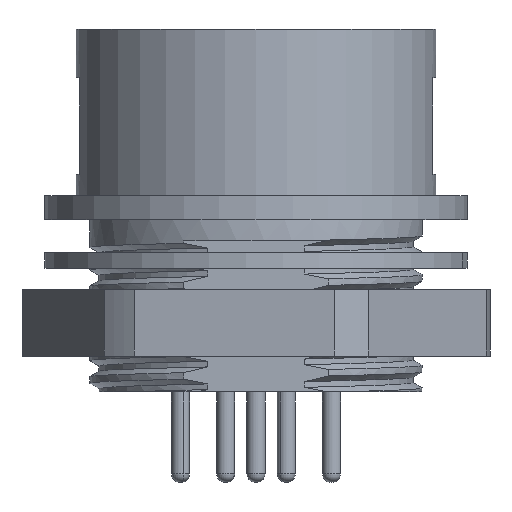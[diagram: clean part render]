
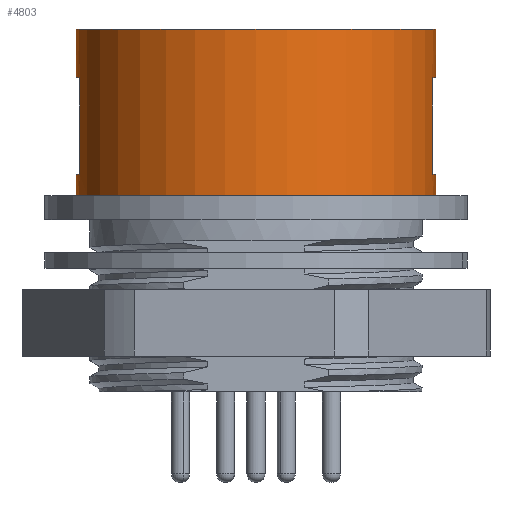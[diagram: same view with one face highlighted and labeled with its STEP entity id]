
A CAD part, left-side view. The second image highlights one B-rep face of the part: STEP entity #4803.
In plain terms, the highlighted cylindrical face has radius 5.95 mm (diameter 11.9 mm), a partial arc.
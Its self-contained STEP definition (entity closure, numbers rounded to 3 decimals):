
#173 = CARTESIAN_POINT ( 'NONE',  ( -1.15, 5.838, -5.8 ) ) ;
#231 = CARTESIAN_POINT ( 'NONE',  ( 0., 0., -1.6 ) ) ;
#298 = AXIS2_PLACEMENT_3D ( 'NONE', #3381, #8558, #13707 ) ;
#357 = CARTESIAN_POINT ( 'NONE',  ( 0., 5.95, -5.8 ) ) ;
#452 = AXIS2_PLACEMENT_3D ( 'NONE', #4924, #10100, #8504 ) ;
#485 = CARTESIAN_POINT ( 'NONE',  ( 0., 5.95, -5.8 ) ) ;
#661 = AXIS2_PLACEMENT_3D ( 'NONE', #15441, #11390, #13941 ) ;
#813 = CARTESIAN_POINT ( 'NONE',  ( 0., 0., 0. ) ) ;
#899 = CARTESIAN_POINT ( 'NONE',  ( -1.15, 5.838, -1.6 ) ) ;
#1270 = LINE ( 'NONE', #3958, #4622 ) ;
#1416 = EDGE_CURVE ( 'NONE', #1528, #6710, #9158, .T. ) ;
#1527 = VERTEX_POINT ( 'NONE', #2075 ) ;
#1528 = VERTEX_POINT ( 'NONE', #899 ) ;
#1712 = LINE ( 'NONE', #357, #15356 ) ;
#2075 = CARTESIAN_POINT ( 'NONE',  ( 0., 5.95, -5.5 ) ) ;
#2116 = EDGE_LOOP ( 'NONE', ( #11227, #15278, #8545, #15068, #3087, #11364, #4914, #7037, #2475, #4133, #3900, #12191 ) ) ;
#2194 = CIRCLE ( 'NONE', #298, 5.95 ) ;
#2475 = ORIENTED_EDGE ( 'NONE', *, *, #15260, .F. ) ;
#2930 = EDGE_CURVE ( 'NONE', #16430, #7954, #1270, .T. ) ;
#3050 = CARTESIAN_POINT ( 'NONE',  ( 0., 5.95, -1.6 ) ) ;
#3087 = ORIENTED_EDGE ( 'NONE', *, *, #3524, .T. ) ;
#3201 = CIRCLE ( 'NONE', #8896, 5.95 ) ;
#3360 = EDGE_CURVE ( 'NONE', #6710, #12376, #2194, .T. ) ;
#3381 = CARTESIAN_POINT ( 'NONE',  ( 0., 0., -4.8 ) ) ;
#3524 = EDGE_CURVE ( 'NONE', #9039, #16134, #5053, .T. ) ;
#3900 = ORIENTED_EDGE ( 'NONE', *, *, #1416, .T. ) ;
#3958 = CARTESIAN_POINT ( 'NONE',  ( 0., -5.95, -5.8 ) ) ;
#4117 = DIRECTION ( 'NONE',  ( 0., 0., 1. ) ) ;
#4133 = ORIENTED_EDGE ( 'NONE', *, *, #14626, .T. ) ;
#4622 = VECTOR ( 'NONE', #7861, 1000. ) ;
#4733 = CARTESIAN_POINT ( 'NONE',  ( 0., 0., -5.8 ) ) ;
#4803 = ADVANCED_FACE ( 'NONE', ( #8476 ), #12349, .T. ) ;
#4889 = DIRECTION ( 'NONE',  ( 0., -1., 0. ) ) ;
#4914 = ORIENTED_EDGE ( 'NONE', *, *, #2930, .T. ) ;
#4924 = CARTESIAN_POINT ( 'NONE',  ( 0., 0., -1.6 ) ) ;
#5053 = LINE ( 'NONE', #7764, #8432 ) ;
#6000 = CARTESIAN_POINT ( 'NONE',  ( -1.15, 5.838, -4.8 ) ) ;
#6034 = CARTESIAN_POINT ( 'NONE',  ( 0., 5.95, -4.8 ) ) ;
#6113 = CARTESIAN_POINT ( 'NONE',  ( 0., 0., -5.5 ) ) ;
#6436 = VECTOR ( 'NONE', #9964, 1000. ) ;
#6710 = VERTEX_POINT ( 'NONE', #6000 ) ;
#7037 = ORIENTED_EDGE ( 'NONE', *, *, #15975, .T. ) ;
#7220 = CARTESIAN_POINT ( 'NONE',  ( 0., -5.95, -1.6 ) ) ;
#7236 = CIRCLE ( 'NONE', #15626, 5.95 ) ;
#7467 = CARTESIAN_POINT ( 'NONE',  ( 0., -5.95, -5.5 ) ) ;
#7764 = CARTESIAN_POINT ( 'NONE',  ( -1.15, -5.838, -5.8 ) ) ;
#7861 = DIRECTION ( 'NONE',  ( 0., 0., 1. ) ) ;
#7935 = VECTOR ( 'NONE', #7961, 1000. ) ;
#7946 = DIRECTION ( 'NONE',  ( 0., 0., 1. ) ) ;
#7954 = VERTEX_POINT ( 'NONE', #15855 ) ;
#7961 = DIRECTION ( 'NONE',  ( 0., 0., -1. ) ) ;
#8032 = DIRECTION ( 'NONE',  ( 0., 0., -1. ) ) ;
#8430 = EDGE_CURVE ( 'NONE', #16134, #16430, #3201, .T. ) ;
#8432 = VECTOR ( 'NONE', #7946, 1000. ) ;
#8476 = FACE_OUTER_BOUND ( 'NONE', #2116, .T. ) ;
#8504 = DIRECTION ( 'NONE',  ( 0., -1., 0. ) ) ;
#8545 = ORIENTED_EDGE ( 'NONE', *, *, #10002, .T. ) ;
#8554 = EDGE_CURVE ( 'NONE', #1527, #12376, #12083, .T. ) ;
#8558 = DIRECTION ( 'NONE',  ( 0., 0., -1. ) ) ;
#8896 = AXIS2_PLACEMENT_3D ( 'NONE', #231, #4117, #13430 ) ;
#9039 = VERTEX_POINT ( 'NONE', #13682 ) ;
#9158 = LINE ( 'NONE', #173, #7935 ) ;
#9566 = DIRECTION ( 'NONE',  ( 0., -1., 0. ) ) ;
#9827 = DIRECTION ( 'NONE',  ( 0., 0., 1. ) ) ;
#9964 = DIRECTION ( 'NONE',  ( 0., 0., 1. ) ) ;
#10002 = EDGE_CURVE ( 'NONE', #14511, #10993, #13856, .T. ) ;
#10100 = DIRECTION ( 'NONE',  ( 0., 0., 1. ) ) ;
#10705 = EDGE_CURVE ( 'NONE', #10993, #9039, #11222, .T. ) ;
#10885 = CARTESIAN_POINT ( 'NONE',  ( 0., -5.95, -4.8 ) ) ;
#10993 = VERTEX_POINT ( 'NONE', #10885 ) ;
#11155 = CARTESIAN_POINT ( 'NONE',  ( 0., -5.95, -5.8 ) ) ;
#11222 = CIRCLE ( 'NONE', #661, 5.95 ) ;
#11227 = ORIENTED_EDGE ( 'NONE', *, *, #8554, .F. ) ;
#11364 = ORIENTED_EDGE ( 'NONE', *, *, #8430, .T. ) ;
#11390 = DIRECTION ( 'NONE',  ( 0., 0., -1. ) ) ;
#11946 = DIRECTION ( 'NONE',  ( 0., 0., 1. ) ) ;
#12083 = LINE ( 'NONE', #485, #16719 ) ;
#12191 = ORIENTED_EDGE ( 'NONE', *, *, #3360, .T. ) ;
#12349 = CYLINDRICAL_SURFACE ( 'NONE', #16261, 5.95 ) ;
#12376 = VERTEX_POINT ( 'NONE', #6034 ) ;
#12458 = DIRECTION ( 'NONE',  ( 0., -1., 0. ) ) ;
#12651 = AXIS2_PLACEMENT_3D ( 'NONE', #813, #8032, #9566 ) ;
#12790 = VERTEX_POINT ( 'NONE', #3050 ) ;
#12902 = CARTESIAN_POINT ( 'NONE',  ( 0., 5.95, 0. ) ) ;
#13161 = VERTEX_POINT ( 'NONE', #12902 ) ;
#13359 = CARTESIAN_POINT ( 'NONE',  ( -1.15, -5.838, -1.6 ) ) ;
#13430 = DIRECTION ( 'NONE',  ( 0., -1., 0. ) ) ;
#13682 = CARTESIAN_POINT ( 'NONE',  ( -1.15, -5.838, -4.8 ) ) ;
#13707 = DIRECTION ( 'NONE',  ( 0., -1., 0. ) ) ;
#13729 = CIRCLE ( 'NONE', #452, 5.95 ) ;
#13828 = DIRECTION ( 'NONE',  ( 0., 0., 1. ) ) ;
#13856 = LINE ( 'NONE', #11155, #6436 ) ;
#13941 = DIRECTION ( 'NONE',  ( 0., -1., 0. ) ) ;
#14373 = DIRECTION ( 'NONE',  ( 0., 0., 1. ) ) ;
#14511 = VERTEX_POINT ( 'NONE', #7467 ) ;
#14515 = EDGE_CURVE ( 'NONE', #1527, #14511, #7236, .T. ) ;
#14626 = EDGE_CURVE ( 'NONE', #12790, #1528, #13729, .T. ) ;
#15068 = ORIENTED_EDGE ( 'NONE', *, *, #10705, .T. ) ;
#15098 = CIRCLE ( 'NONE', #12651, 5.95 ) ;
#15260 = EDGE_CURVE ( 'NONE', #12790, #13161, #1712, .T. ) ;
#15278 = ORIENTED_EDGE ( 'NONE', *, *, #14515, .T. ) ;
#15356 = VECTOR ( 'NONE', #11946, 1000. ) ;
#15441 = CARTESIAN_POINT ( 'NONE',  ( 0., 0., -4.8 ) ) ;
#15626 = AXIS2_PLACEMENT_3D ( 'NONE', #6113, #13828, #12458 ) ;
#15855 = CARTESIAN_POINT ( 'NONE',  ( 0., -5.95, 0. ) ) ;
#15975 = EDGE_CURVE ( 'NONE', #7954, #13161, #15098, .T. ) ;
#16134 = VERTEX_POINT ( 'NONE', #13359 ) ;
#16261 = AXIS2_PLACEMENT_3D ( 'NONE', #4733, #9827, #4889 ) ;
#16430 = VERTEX_POINT ( 'NONE', #7220 ) ;
#16719 = VECTOR ( 'NONE', #14373, 1000. ) ;
